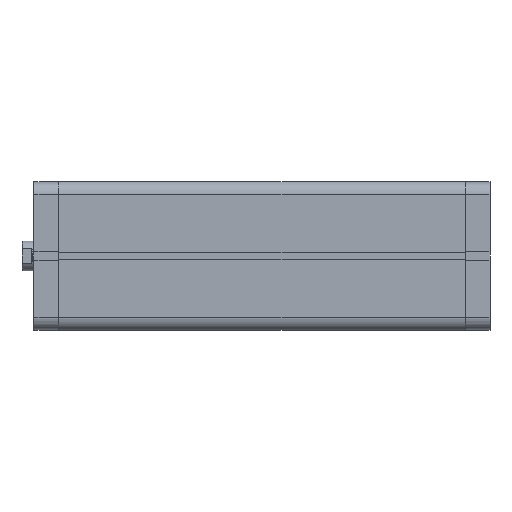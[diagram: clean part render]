
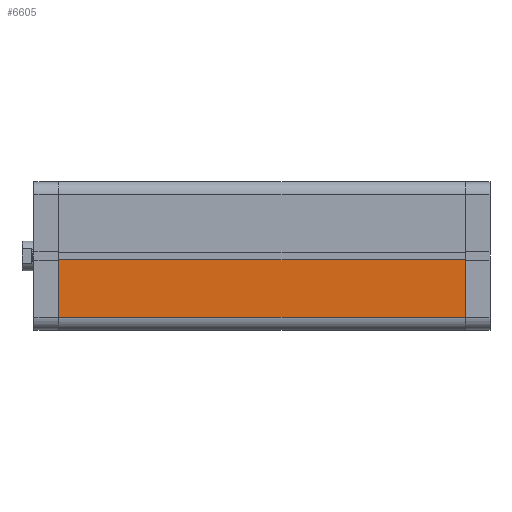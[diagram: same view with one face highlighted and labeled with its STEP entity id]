
A CAD part, front view. The second image highlights one B-rep face of the part: STEP entity #6605.
In plain terms, the highlighted face is planar.
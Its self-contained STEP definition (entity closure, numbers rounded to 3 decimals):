
#530 = EDGE_LOOP ( 'NONE', ( #742, #741, #740, #739 ) ) ;
#739 = ORIENTED_EDGE ( 'NONE', *, *, #4043, .T. ) ;
#740 = ORIENTED_EDGE ( 'NONE', *, *, #3966, .F. ) ;
#741 = ORIENTED_EDGE ( 'NONE', *, *, #4044, .F. ) ;
#742 = ORIENTED_EDGE ( 'NONE', *, *, #4013, .T. ) ;
#1260 = FACE_OUTER_BOUND ( 'NONE', #530, .T. ) ;
#2138 = LINE ( 'NONE', #3017, #2145 ) ;
#2145 = VECTOR ( 'NONE', #3018, 1000. ) ;
#2239 = LINE ( 'NONE', #3120, #2243 ) ;
#2243 = VECTOR ( 'NONE', #3123, 1000. ) ;
#2296 = LINE ( 'NONE', #3188, #2297 ) ;
#2297 = VECTOR ( 'NONE', #3189, 1000. ) ;
#2298 = LINE ( 'NONE', #3190, #2299 ) ;
#2299 = VECTOR ( 'NONE', #3191, 1000. ) ;
#3017 = CARTESIAN_POINT ( 'NONE',  ( 50., -2.6, 273.5 ) ) ;
#3018 = DIRECTION ( 'NONE',  ( 0., 1., 0. ) ) ;
#3120 = CARTESIAN_POINT ( 'NONE',  ( 50., -2.6, 0. ) ) ;
#3123 = DIRECTION ( 'NONE',  ( 0., 1., 0. ) ) ;
#3188 = CARTESIAN_POINT ( 'NONE',  ( 50., -41., 273.5 ) ) ;
#3189 = DIRECTION ( 'NONE',  ( 0., 0., -1. ) ) ;
#3190 = CARTESIAN_POINT ( 'NONE',  ( 50., -2.6, 273.5 ) ) ;
#3191 = DIRECTION ( 'NONE',  ( 0., 0., -1. ) ) ;
#3966 = EDGE_CURVE ( 'NONE', #4695, #4696, #2138, .T. ) ;
#4013 = EDGE_CURVE ( 'NONE', #4734, #4733, #2239, .T. ) ;
#4043 = EDGE_CURVE ( 'NONE', #4695, #4734, #2296, .T. ) ;
#4044 = EDGE_CURVE ( 'NONE', #4696, #4733, #2298, .T. ) ;
#4695 = VERTEX_POINT ( 'NONE', #5163 ) ;
#4696 = VERTEX_POINT ( 'NONE', #5164 ) ;
#4733 = VERTEX_POINT ( 'NONE', #5201 ) ;
#4734 = VERTEX_POINT ( 'NONE', #5202 ) ;
#5163 = CARTESIAN_POINT ( 'NONE',  ( 50., -41., 273.5 ) ) ;
#5164 = CARTESIAN_POINT ( 'NONE',  ( 50., -2.6, 273.5 ) ) ;
#5201 = CARTESIAN_POINT ( 'NONE',  ( 50., -2.6, 0. ) ) ;
#5202 = CARTESIAN_POINT ( 'NONE',  ( 50., -41., 0. ) ) ;
#6031 = PLANE ( 'NONE',  #6416 ) ;
#6034 = CARTESIAN_POINT ( 'NONE',  ( 50., -2.6, 273.5 ) ) ;
#6040 = DIRECTION ( 'NONE',  ( -1., 0., 0. ) ) ;
#6041 = DIRECTION ( 'NONE',  ( 0., -1., 0. ) ) ;
#6416 = AXIS2_PLACEMENT_3D ( 'NONE', #6034, #6040, #6041 ) ;
#6605 = ADVANCED_FACE ( 'NONE', ( #1260 ), #6031, .F. ) ;
